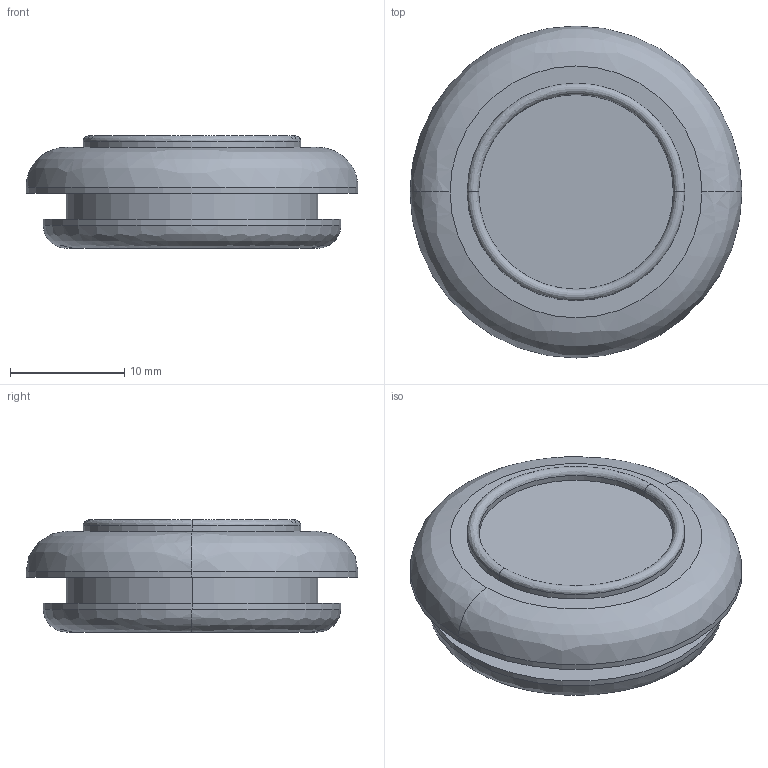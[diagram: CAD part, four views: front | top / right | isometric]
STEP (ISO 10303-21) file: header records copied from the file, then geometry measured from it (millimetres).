
FILE_DESCRIPTION( (''), '2;1');
FILE_NAME ('PC50.12492.TM_MG_4_CRUL_17077.stp','2019-12-19T14:47:08',(''),(''),'spGate 15.6.1','','');
FILE_SCHEMA (('AUTOMOTIVE_DESIGN'));
Length unit declared in the file: millimetre
Bounding box: 29 x 29 x 9.8 mm (x, y, z)
Volume: 2717.9 mm3; surface area: 2669.4 mm2
Topology: 1 solids, 1 shells, 24 faces, 46 edges, 28 vertices
Faces by surface type: cylinder 12, plane 6, bspline 6
Entity records: 1151 total; most frequent: CARTESIAN_POINT 274, DIRECTION 92, ORIENTED_EDGE 92, COLOUR_RGB 71, PRESENTATION_STYLE_ASSIGNMENT 71, STYLED_ITEM 71, AXIS2_PLACEMENT_3D 46, EDGE_CURVE 46
